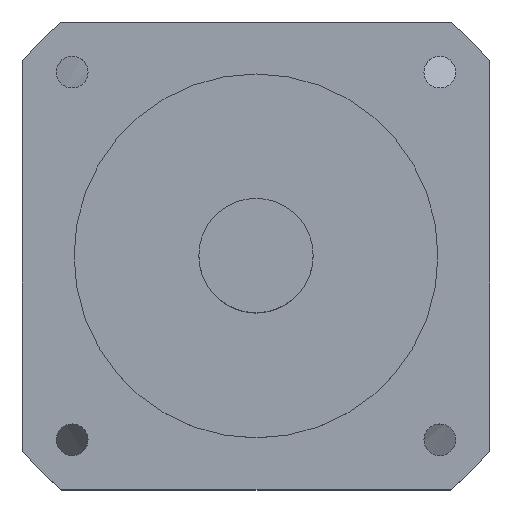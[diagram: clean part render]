
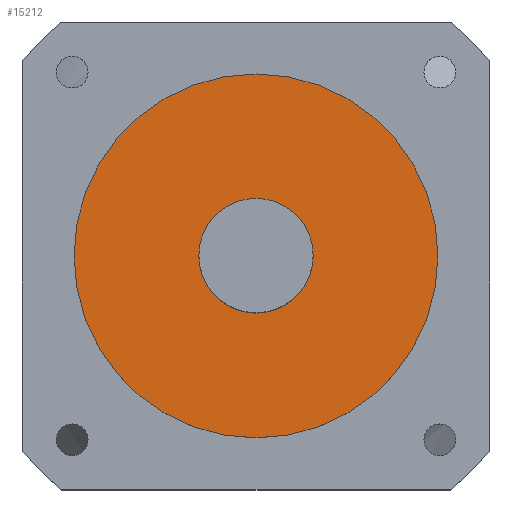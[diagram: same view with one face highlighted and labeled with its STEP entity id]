
A CAD part, top view. The second image highlights one B-rep face of the part: STEP entity #15212.
In plain terms, the highlighted planar face has unit normal (0, 0, 1).
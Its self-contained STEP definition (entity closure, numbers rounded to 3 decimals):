
#1730 = ORIENTED_EDGE ( 'NONE', *, *, #29192, .T. ) ;
#2032 = DIRECTION ( 'NONE',  ( 0., 0., 1. ) ) ;
#2415 = CARTESIAN_POINT ( 'NONE',  ( -35., 0., 109. ) ) ;
#3420 = DIRECTION ( 'NONE',  ( 1., 0., 0. ) ) ;
#3657 = VERTEX_POINT ( 'NONE', #7736 ) ;
#4128 = CARTESIAN_POINT ( 'NONE',  ( 0., 0., 109. ) ) ;
#4392 = DIRECTION ( 'NONE',  ( 0., 0., 1. ) ) ;
#4910 = CARTESIAN_POINT ( 'NONE',  ( 0., 0., 109. ) ) ;
#5189 = CARTESIAN_POINT ( 'NONE',  ( 35., 0., 109. ) ) ;
#7578 = PLANE ( 'NONE',  #17158 ) ;
#7736 = CARTESIAN_POINT ( 'NONE',  ( -11., 0., 109. ) ) ;
#8104 = EDGE_LOOP ( 'NONE', ( #25218, #23931 ) ) ;
#8730 = CARTESIAN_POINT ( 'NONE',  ( 0., 0., 109. ) ) ;
#8746 = EDGE_CURVE ( 'NONE', #3657, #21880, #16568, .T. ) ;
#9268 = AXIS2_PLACEMENT_3D ( 'NONE', #4128, #2032, #13232 ) ;
#11862 = VERTEX_POINT ( 'NONE', #5189 ) ;
#12204 = DIRECTION ( 'NONE',  ( 1., 0., 0. ) ) ;
#12808 = DIRECTION ( 'NONE',  ( 0., 0., 1. ) ) ;
#13011 = EDGE_CURVE ( 'NONE', #11862, #16941, #20769, .T. ) ;
#13232 = DIRECTION ( 'NONE',  ( 1., 0., 0. ) ) ;
#13497 = DIRECTION ( 'NONE',  ( 1., 0., 0. ) ) ;
#14170 = AXIS2_PLACEMENT_3D ( 'NONE', #8730, #4392, #13497 ) ;
#15212 = ADVANCED_FACE ( 'NONE', ( #27452, #24157 ), #7578, .T. ) ;
#15298 = ORIENTED_EDGE ( 'NONE', *, *, #13011, .T. ) ;
#16568 = CIRCLE ( 'NONE', #14170, 11. ) ;
#16941 = VERTEX_POINT ( 'NONE', #2415 ) ;
#17009 = EDGE_LOOP ( 'NONE', ( #1730, #15298 ) ) ;
#17158 = AXIS2_PLACEMENT_3D ( 'NONE', #28187, #12808, #12204 ) ;
#17908 = CIRCLE ( 'NONE', #24575, 11. ) ;
#19271 = CARTESIAN_POINT ( 'NONE',  ( 11., 0., 109. ) ) ;
#19378 = AXIS2_PLACEMENT_3D ( 'NONE', #23869, #21630, #3420 ) ;
#20769 = CIRCLE ( 'NONE', #19378, 35. ) ;
#21630 = DIRECTION ( 'NONE',  ( 0., 0., 1. ) ) ;
#21880 = VERTEX_POINT ( 'NONE', #19271 ) ;
#22168 = CIRCLE ( 'NONE', #9268, 35. ) ;
#23869 = CARTESIAN_POINT ( 'NONE',  ( 0., 0., 109. ) ) ;
#23931 = ORIENTED_EDGE ( 'NONE', *, *, #25634, .F. ) ;
#24157 = FACE_OUTER_BOUND ( 'NONE', #17009, .T. ) ;
#24575 = AXIS2_PLACEMENT_3D ( 'NONE', #4910, #27339, #24946 ) ;
#24946 = DIRECTION ( 'NONE',  ( 1., 0., 0. ) ) ;
#25218 = ORIENTED_EDGE ( 'NONE', *, *, #8746, .F. ) ;
#25634 = EDGE_CURVE ( 'NONE', #21880, #3657, #17908, .T. ) ;
#27339 = DIRECTION ( 'NONE',  ( 0., 0., 1. ) ) ;
#27452 = FACE_BOUND ( 'NONE', #8104, .T. ) ;
#28187 = CARTESIAN_POINT ( 'NONE',  ( 0., 0., 109. ) ) ;
#29192 = EDGE_CURVE ( 'NONE', #16941, #11862, #22168, .T. ) ;
